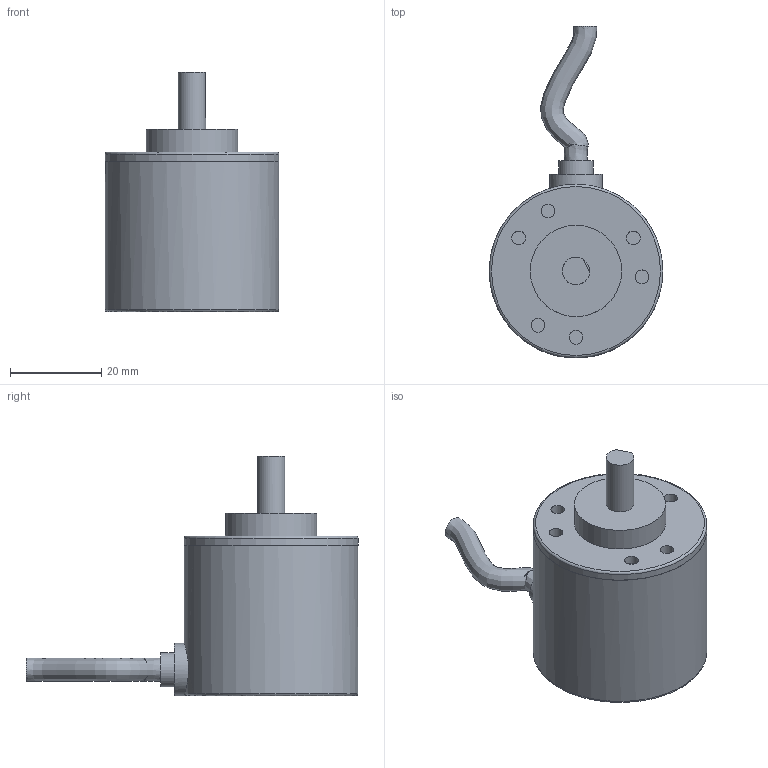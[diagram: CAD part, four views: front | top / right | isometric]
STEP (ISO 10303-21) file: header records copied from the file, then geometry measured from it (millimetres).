
FILE_DESCRIPTION(/* description */ ('STEP AP214'),/* implementation_level */ '2;1');
FILE_NAME(/* name */ '61154c9bcb514b0aef13ce21',/* time_stamp */ '2021-08-12T16:30:19+00:00',/* author */ (''),/* organization */ (''),/* preprocessor_version */ 'ST-DEVELOPER v18.1',/* originating_system */ ' ',/* authorisation */ ' ');
FILE_SCHEMA (('AUTOMOTIVE_DESIGN {1 0 10303 214 3 1 1}'));
Length unit declared in the file: metre
Products named in the file (4): encoder assembly; encoder_shaft; encoder_body; encode_top
Assembly tree (3 placements, depth 2):
  encoder assembly
    encoder_shaft
    encoder_body
    encode_top
Bounding box: 38 x 72.66 x 52.5 mm (x, y, z)
Volume: 42206.6 mm3; surface area: 10444 mm2
Topology: 3 solids, 3 shells, 40 faces, 73 edges, 48 vertices
Faces by surface type: plane 18, cylinder 18, bspline 2, torus 2
Full cylindrical faces by diameter (mm): 2.99 x6, 3 x6, 6 x1, 7.5 x1, 11.5 x1, 20 x1, 38 x2
Entity records: 1287 total; most frequent: CARTESIAN_POINT 453, DIRECTION 168, ORIENTED_EDGE 96, EDGE_LOOP 82, FACE_BOUND 82, AXIS2_PLACEMENT_3D 82, EDGE_CURVE 48, VERTEX_POINT 44
